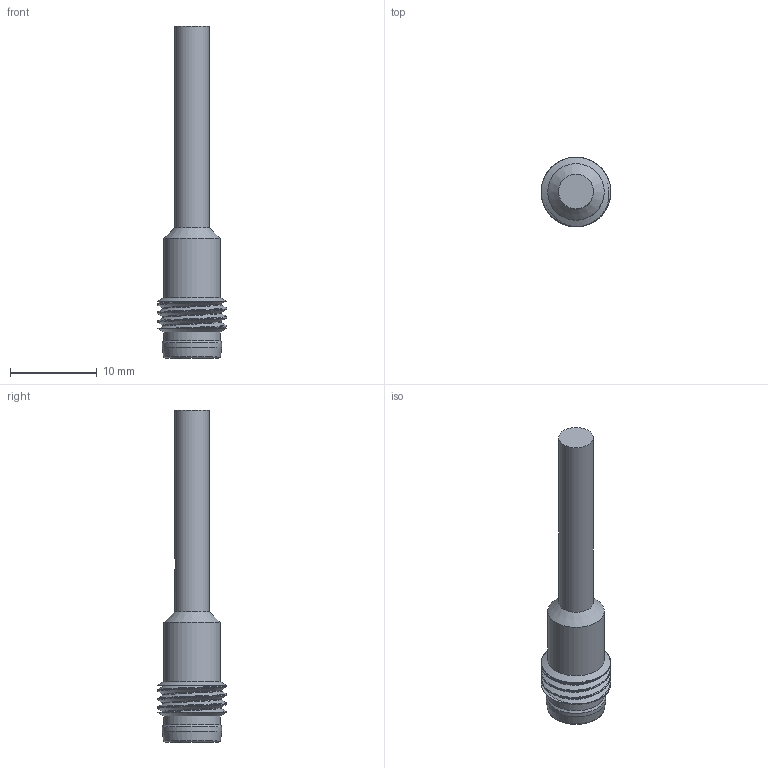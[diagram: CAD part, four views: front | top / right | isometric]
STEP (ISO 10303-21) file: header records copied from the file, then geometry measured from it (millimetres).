
FILE_DESCRIPTION(/* description */ (''),/* implementation_level */ '2;1');
FILE_NAME(/* name */ 'IBS04S23F15IOLM5.stp',/* time_stamp */ '2018-01-11T12:17:45+01:00',/* author */ ('tvb'),/* organization */ (''),/* preprocessor_version */ 'ST-DEVELOPER v16.1',/* originating_system */ 'Autodesk Inventor 2016',/* authorisation */ '');
FILE_SCHEMA (('AUTOMOTIVE_DESIGN { 1 0 10303 214 3 1 1 }'));
Length unit declared in the file: centimetre
Products named in the file (1): IBS04S23F15IOLM5_a
Bounding box: 8 x 8 x 38.2 mm (x, y, z)
Volume: 693.8 mm3; surface area: 877.9 mm2
Topology: 1 solids, 1 shells, 31 faces, 75 edges, 48 vertices
Faces by surface type: cylinder 11, bspline 6, plane 5, cone 5, sphere 3, torus 1
Full cylindrical faces by diameter (mm): 1 x3, 1.5 x1, 4 x1, 5.8 x1, 6.5 x2, 6.85 x1
Entity records: 2179 total; most frequent: CARTESIAN_POINT 1574, DIRECTION 96, ORIENTED_EDGE 88, EDGE_LOOP 51, AXIS2_PLACEMENT_3D 48, EDGE_CURVE 44, VERTEX_POINT 35, FACE_OUTER_BOUND 31
